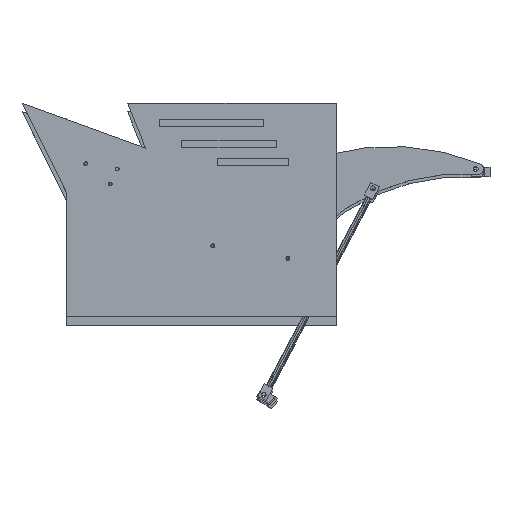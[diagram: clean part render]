
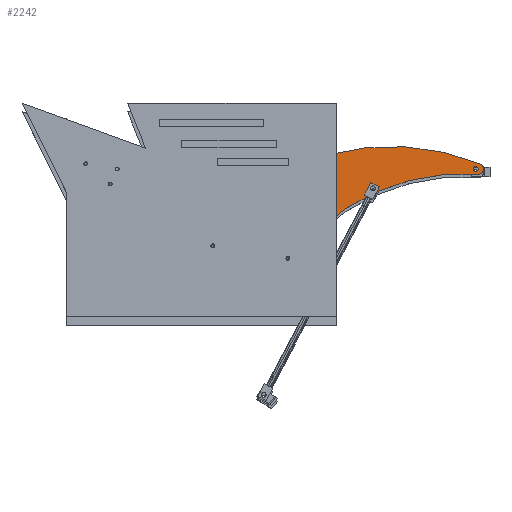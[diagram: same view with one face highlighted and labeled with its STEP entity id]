
A CAD part, front view. The second image highlights one B-rep face of the part: STEP entity #2242.
In plain terms, the highlighted face is planar.
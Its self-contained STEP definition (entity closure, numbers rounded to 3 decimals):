
#1155=CARTESIAN_POINT('Vertex',(66.381,0.,331.005)) ;
#1158=CARTESIAN_POINT('Axis2P3D Location',(71.381,0.,331.005)) ;
#1162=CARTESIAN_POINT('Vertex',(76.381,0.,331.005)) ;
#1182=CARTESIAN_POINT('Axis2P3D Location',(71.381,0.,331.005)) ;
#1212=CARTESIAN_POINT('Vertex',(-150.377,0.,290.283)) ;
#1215=CARTESIAN_POINT('Axis2P3D Location',(-145.377,0.,290.283)) ;
#1219=CARTESIAN_POINT('Vertex',(-140.377,0.,290.283)) ;
#1239=CARTESIAN_POINT('Axis2P3D Location',(-145.377,0.,290.283)) ;
#2014=CARTESIAN_POINT('Vertex',(-310.779,0.,147.813)) ;
#2018=CARTESIAN_POINT('Control Point',(-310.779,0.,147.813)) ;
#2019=CARTESIAN_POINT('Control Point',(-311.593,0.,147.907)) ;
#2020=CARTESIAN_POINT('Control Point',(-312.41,0.,148.001)) ;
#2021=CARTESIAN_POINT('Control Point',(-313.229,0.,148.095)) ;
#2022=CARTESIAN_POINT('Control Point',(-316.082,0.,148.421)) ;
#2023=CARTESIAN_POINT('Control Point',(-318.934,0.,148.746)) ;
#2024=CARTESIAN_POINT('Control Point',(-320.964,0.,148.977)) ;
#2025=CARTESIAN_POINT('Control Point',(-325.024,0.,149.439)) ;
#2026=CARTESIAN_POINT('Control Point',(-329.083,0.,149.9)) ;
#2027=CARTESIAN_POINT('Control Point',(-331.113,0.,150.13)) ;
#2028=CARTESIAN_POINT('Control Point',(-337.201,0.,150.82)) ;
#2029=CARTESIAN_POINT('Control Point',(-343.288,0.,151.512)) ;
#2030=CARTESIAN_POINT('Control Point',(-347.358,0.,151.977)) ;
#2031=CARTESIAN_POINT('Control Point',(-354.853,0.,152.841)) ;
#2032=CARTESIAN_POINT('Control Point',(-362.345,0.,153.726)) ;
#2033=CARTESIAN_POINT('Control Point',(-365.797,0.,154.138)) ;
#2034=CARTESIAN_POINT('Control Point',(-375.755,0.,155.344)) ;
#2035=CARTESIAN_POINT('Control Point',(-385.706,0.,156.599)) ;
#2036=CARTESIAN_POINT('Control Point',(-392.17,0.,157.441)) ;
#2037=CARTESIAN_POINT('Control Point',(-404.119,0.,159.052)) ;
#2038=CARTESIAN_POINT('Control Point',(-416.053,0.,160.765)) ;
#2039=CARTESIAN_POINT('Control Point',(-421.5,0.,161.569)) ;
#2040=CARTESIAN_POINT('Control Point',(-431.901,0.,163.152)) ;
#2041=CARTESIAN_POINT('Control Point',(-442.288,0.,164.827)) ;
#2042=CARTESIAN_POINT('Control Point',(-447.264,0.,165.653)) ;
#2043=CARTESIAN_POINT('Control Point',(-459.035,0.,167.66)) ;
#2044=CARTESIAN_POINT('Control Point',(-470.783,0.,169.803)) ;
#2045=CARTESIAN_POINT('Control Point',(-477.582,0.,171.094)) ;
#2046=CARTESIAN_POINT('Control Point',(-487.808,0.,173.118)) ;
#2047=CARTESIAN_POINT('Control Point',(-498.006,0.,175.274)) ;
#2048=CARTESIAN_POINT('Control Point',(-501.44,0.,176.017)) ;
#2049=CARTESIAN_POINT('Control Point',(-504.872,0.,176.776)) ;
#2050=CARTESIAN_POINT('Control Point',(-508.301,0.,177.552)) ;
#2051=CARTESIAN_POINT('Vertex',(-508.301,0.,177.552)) ;
#2077=CARTESIAN_POINT('Axis2P3D Location',(-107.687,0.,-121.628)) ;
#2081=CARTESIAN_POINT('Vertex',(81.456,0.,341.216)) ;
#2108=CARTESIAN_POINT('Axis2P3D Location',(77.674,0.,331.959)) ;
#2112=CARTESIAN_POINT('Vertex',(87.674,0.,331.959)) ;
#2136=CARTESIAN_POINT('Vertex',(76.938,0.,319.548)) ;
#2141=CARTESIAN_POINT('Axis2P3D Location',(43.828,0.,-129.232)) ;
#2167=CARTESIAN_POINT('Vertex',(87.674,0.,329.521)) ;
#2177=CARTESIAN_POINT('Line Origine',(87.674,0.,330.74)) ;
#2216=CARTESIAN_POINT('Axis2P3D Location',(0.,0.,0.)) ;
#2221=CARTESIAN_POINT('Axis2P3D Location',(77.674,0.,329.521)) ;
#1159=DIRECTION('Axis2P3D Direction',(0.,1.,0.)) ;
#1183=DIRECTION('Axis2P3D Direction',(0.,1.,0.)) ;
#1216=DIRECTION('Axis2P3D Direction',(0.,1.,0.)) ;
#1240=DIRECTION('Axis2P3D Direction',(0.,1.,0.)) ;
#2078=DIRECTION('Axis2P3D Direction',(0.,1.,0.)) ;
#2109=DIRECTION('Axis2P3D Direction',(0.,1.,0.)) ;
#2142=DIRECTION('Axis2P3D Direction',(0.,1.,0.)) ;
#2178=DIRECTION('Vector Direction',(0.,0.,1.)) ;
#2217=DIRECTION('Axis2P3D Direction',(0.,1.,0.)) ;
#2218=DIRECTION('Axis2P3D XDirection',(-1.,0.,0.)) ;
#2222=DIRECTION('Axis2P3D Direction',(0.,1.,0.)) ;
#1160=AXIS2_PLACEMENT_3D('Circle Axis2P3D',#1158,#1159,$) ;
#1184=AXIS2_PLACEMENT_3D('Circle Axis2P3D',#1182,#1183,$) ;
#1217=AXIS2_PLACEMENT_3D('Circle Axis2P3D',#1215,#1216,$) ;
#1241=AXIS2_PLACEMENT_3D('Circle Axis2P3D',#1239,#1240,$) ;
#2079=AXIS2_PLACEMENT_3D('Circle Axis2P3D',#2077,#2078,$) ;
#2110=AXIS2_PLACEMENT_3D('Circle Axis2P3D',#2108,#2109,$) ;
#2143=AXIS2_PLACEMENT_3D('Circle Axis2P3D',#2141,#2142,$) ;
#2219=AXIS2_PLACEMENT_3D('Plane Axis2P3D',#2216,#2217,#2218) ;
#2223=AXIS2_PLACEMENT_3D('Circle Axis2P3D',#2221,#2222,$) ;
#2227=ORIENTED_EDGE('',*,*,#2225,.F.) ;
#2228=ORIENTED_EDGE('',*,*,#2181,.F.) ;
#2229=ORIENTED_EDGE('',*,*,#2114,.F.) ;
#2230=ORIENTED_EDGE('',*,*,#2083,.F.) ;
#2231=ORIENTED_EDGE('',*,*,#2053,.F.) ;
#2232=ORIENTED_EDGE('',*,*,#2145,.F.) ;
#2235=ORIENTED_EDGE('',*,*,#1186,.T.) ;
#2236=ORIENTED_EDGE('',*,*,#1164,.T.) ;
#2239=ORIENTED_EDGE('',*,*,#1243,.T.) ;
#2240=ORIENTED_EDGE('',*,*,#1221,.T.) ;
#2237=FACE_BOUND('',#2234,.T.) ;
#2241=FACE_BOUND('',#2238,.T.) ;
#2179=VECTOR('Line Direction',#2178,1.) ;
#2242=ADVANCED_FACE('',(#2233,#2237,#2241),#2220,.F.) ;
#2017=B_SPLINE_CURVE_WITH_KNOTS('',5,(#2018,#2019,#2020,#2021,#2022,#2023,#2024,#2025,#2026,#2027,#2028,#2029,#2030,#2031,#2032,#2033,#2034,#2035,#2036,#2037,#2038,#2039,#2040,#2041,#2042,#2043,#2044,#2045,#2046,#2047,#2048,#2049,#2050),.UNSPECIFIED.,.F.,.U.,(6,3,3,3,3,3,3,3,3,3,6),(76.502,82.356,96.802,111.248,140.121,164.594,211.045,249.849,285.439,334.286,359.147),.UNSPECIFIED.) ;
#1161=CIRCLE('generated circle',#1160,5.) ;
#1185=CIRCLE('generated circle',#1184,5.) ;
#1218=CIRCLE('generated circle',#1217,5.) ;
#1242=CIRCLE('generated circle',#1241,5.) ;
#2080=CIRCLE('generated circle',#2079,500.) ;
#2111=CIRCLE('generated circle',#2110,10.) ;
#2144=CIRCLE('generated circle',#2143,450.) ;
#2224=CIRCLE('generated circle',#2223,10.) ;
#1164=EDGE_CURVE('',#1163,#1156,#1161,.T.) ;
#1186=EDGE_CURVE('',#1156,#1163,#1185,.T.) ;
#1221=EDGE_CURVE('',#1220,#1213,#1218,.T.) ;
#1243=EDGE_CURVE('',#1213,#1220,#1242,.T.) ;
#2053=EDGE_CURVE('',#2015,#2052,#2017,.T.) ;
#2083=EDGE_CURVE('',#2052,#2082,#2080,.T.) ;
#2114=EDGE_CURVE('',#2082,#2113,#2111,.T.) ;
#2145=EDGE_CURVE('',#2137,#2015,#2144,.F.) ;
#2181=EDGE_CURVE('',#2113,#2168,#2180,.F.) ;
#2225=EDGE_CURVE('',#2168,#2137,#2224,.T.) ;
#2226=EDGE_LOOP('',(#2227,#2228,#2229,#2230,#2231,#2232)) ;
#2234=EDGE_LOOP('',(#2235,#2236)) ;
#2238=EDGE_LOOP('',(#2239,#2240)) ;
#2233=FACE_OUTER_BOUND('',#2226,.T.) ;
#2180=LINE('Line',#2177,#2179) ;
#2220=PLANE('Plane',#2219) ;
#1156=VERTEX_POINT('',#1155) ;
#1163=VERTEX_POINT('',#1162) ;
#1213=VERTEX_POINT('',#1212) ;
#1220=VERTEX_POINT('',#1219) ;
#2015=VERTEX_POINT('',#2014) ;
#2052=VERTEX_POINT('',#2051) ;
#2082=VERTEX_POINT('',#2081) ;
#2113=VERTEX_POINT('',#2112) ;
#2137=VERTEX_POINT('',#2136) ;
#2168=VERTEX_POINT('',#2167) ;
